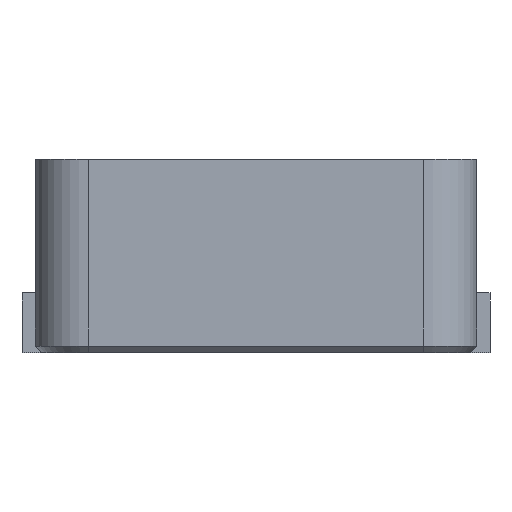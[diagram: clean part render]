
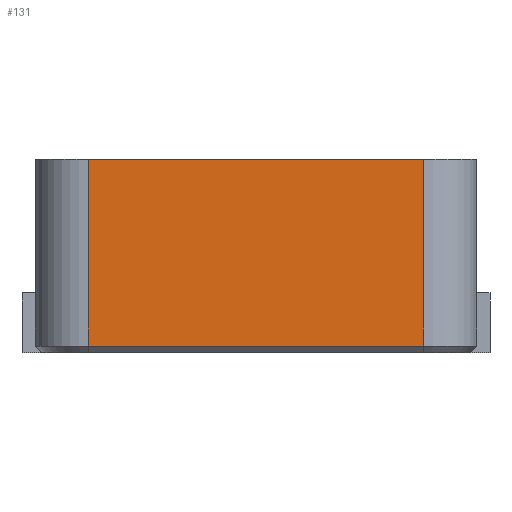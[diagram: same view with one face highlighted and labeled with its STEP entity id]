
A CAD part, left-side view. The second image highlights one B-rep face of the part: STEP entity #131.
In plain terms, the highlighted face is planar.
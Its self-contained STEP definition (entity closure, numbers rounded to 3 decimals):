
#131 = ADVANCED_FACE ( 'NONE', ( #2214 ), #522, .F. ) ;
#142 = ORIENTED_EDGE ( 'NONE', *, *, #939, .T. ) ;
#245 = CARTESIAN_POINT ( 'NONE',  ( 4., 134.1, 14.05 ) ) ;
#288 = CARTESIAN_POINT ( 'NONE',  ( 29.2, 134.1, 0. ) ) ;
#397 = VECTOR ( 'NONE', #1302, 1000. ) ;
#498 = VERTEX_POINT ( 'NONE', #245 ) ;
#522 = PLANE ( 'NONE',  #721 ) ;
#530 = LINE ( 'NONE', #1317, #2039 ) ;
#565 = LINE ( 'NONE', #1040, #2009 ) ;
#651 = LINE ( 'NONE', #1486, #397 ) ;
#721 = AXIS2_PLACEMENT_3D ( 'NONE', #920, #898, #2170 ) ;
#888 = EDGE_LOOP ( 'NONE', ( #2263, #967, #142, #2198 ) ) ;
#898 = DIRECTION ( 'NONE',  ( 0., -1., 0. ) ) ;
#902 = LINE ( 'NONE', #1644, #1438 ) ;
#912 = EDGE_CURVE ( 'NONE', #1827, #498, #651, .T. ) ;
#920 = CARTESIAN_POINT ( 'NONE',  ( 0., 134.1, 14.55 ) ) ;
#939 = EDGE_CURVE ( 'NONE', #1237, #1223, #902, .T. ) ;
#957 = DIRECTION ( 'NONE',  ( 1., 0., 0. ) ) ;
#967 = ORIENTED_EDGE ( 'NONE', *, *, #1658, .T. ) ;
#1040 = CARTESIAN_POINT ( 'NONE',  ( 0., 134.1, 0. ) ) ;
#1223 = VERTEX_POINT ( 'NONE', #288 ) ;
#1237 = VERTEX_POINT ( 'NONE', #1806 ) ;
#1302 = DIRECTION ( 'NONE',  ( 0., 0., 1. ) ) ;
#1317 = CARTESIAN_POINT ( 'NONE',  ( 0., 134.1, 14.05 ) ) ;
#1438 = VECTOR ( 'NONE', #2005, 1000. ) ;
#1486 = CARTESIAN_POINT ( 'NONE',  ( 4., 134.1, 14.55 ) ) ;
#1644 = CARTESIAN_POINT ( 'NONE',  ( 29.2, 134.1, 14.55 ) ) ;
#1658 = EDGE_CURVE ( 'NONE', #498, #1237, #530, .T. ) ;
#1779 = DIRECTION ( 'NONE',  ( -1., 0., 0. ) ) ;
#1806 = CARTESIAN_POINT ( 'NONE',  ( 29.2, 134.1, 14.05 ) ) ;
#1827 = VERTEX_POINT ( 'NONE', #2091 ) ;
#2005 = DIRECTION ( 'NONE',  ( 0., 0., -1. ) ) ;
#2009 = VECTOR ( 'NONE', #1779, 1000. ) ;
#2039 = VECTOR ( 'NONE', #957, 1000. ) ;
#2091 = CARTESIAN_POINT ( 'NONE',  ( 4., 134.1, 0. ) ) ;
#2170 = DIRECTION ( 'NONE',  ( 0., 0., -1. ) ) ;
#2198 = ORIENTED_EDGE ( 'NONE', *, *, #2283, .T. ) ;
#2214 = FACE_OUTER_BOUND ( 'NONE', #888, .T. ) ;
#2263 = ORIENTED_EDGE ( 'NONE', *, *, #912, .T. ) ;
#2283 = EDGE_CURVE ( 'NONE', #1223, #1827, #565, .T. ) ;
